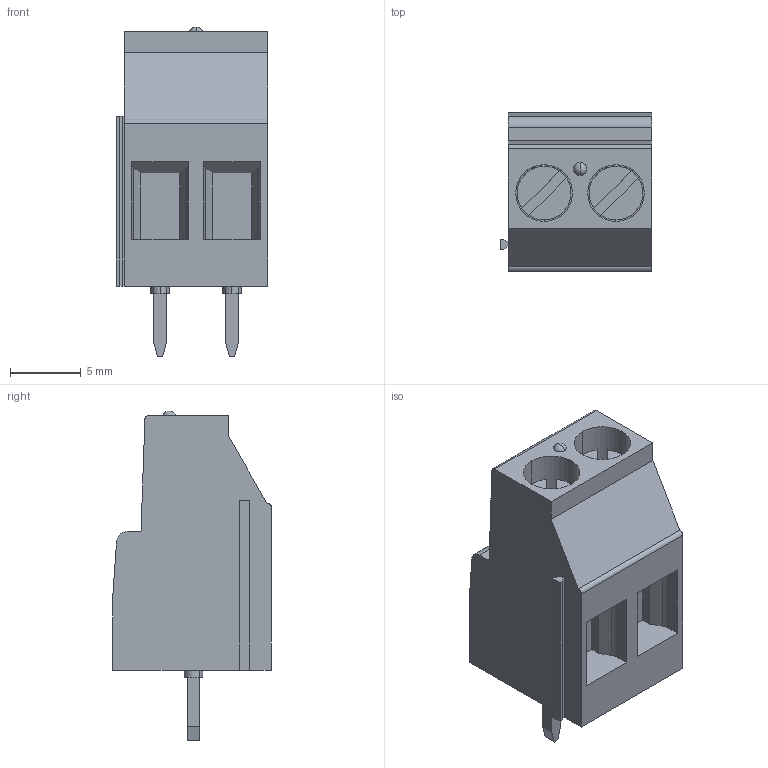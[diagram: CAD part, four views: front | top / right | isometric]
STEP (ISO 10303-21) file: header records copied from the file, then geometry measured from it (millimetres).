
FILE_DESCRIPTION(('STEP AP242'),'1');
FILE_NAME('1707904.stp','2020-05-24T09:54:14',('TraceParts'),('TraceParts S.A.'),'Spatial InterOp 3D',' ',' ');
FILE_SCHEMA(('AP242_MANAGED_MODEL_BASED_3D_ENGINEERING_MIM_LF {1 0 10303 442 1 1 4}'));
Length unit declared in the file: millimetre
Products named in the file (1): 1707904_1
Bounding box: 10.73 x 11.2 x 23.3 mm (x, y, z)
Volume: 1584.9 mm3; surface area: 1196.9 mm2
Topology: 3 solids, 3 shells, 139 faces, 358 edges, 236 vertices
Faces by surface type: plane 96, cylinder 41, sphere 2
Entity records: 5371 total; most frequent: CARTESIAN_POINT 734, DIRECTION 733, ORIENTED_EDGE 712, EDGE_CURVE 356, LINE 263, VECTOR 263, VERTEX_POINT 236, AXIS2_PLACEMENT_3D 235
